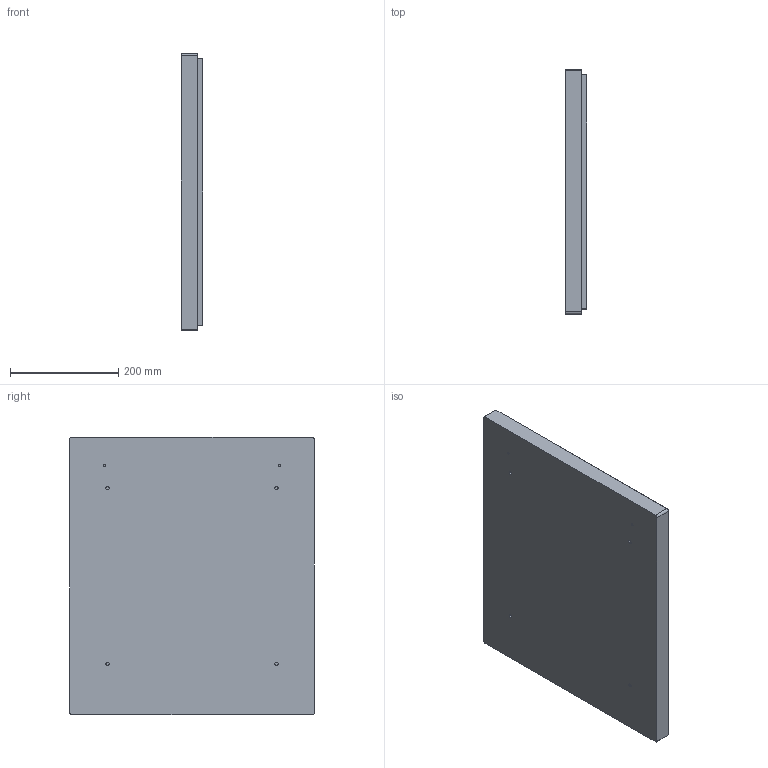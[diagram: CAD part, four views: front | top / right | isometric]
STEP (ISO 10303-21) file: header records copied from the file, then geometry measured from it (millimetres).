
FILE_DESCRIPTION(('CATIA V5 STEP Exchange'),'2;1');
FILE_NAME('KMD-P-1512-0440-SOCLE-INFERIEUR.stp','2023-09-20T08:25:08+00:00',('none'),('none'),'Version 5-6 Release 2013','CATIA V5 STEP AP203','none');
FILE_SCHEMA(('CONFIG_CONTROL_DESIGN'));
Length unit declared in the file: millimetre
Products named in the file (1): KMD-P-1512-0430-SOCLE-SUPERIEUR
Bounding box: 40 x 452 x 512 mm (x, y, z)
Volume: 9059703.6 mm3; surface area: 542574.1 mm2
Topology: 1 solids, 1 shells, 49 faces, 116 edges, 73 vertices
Faces by surface type: cylinder 22, plane 19, cone 8
Entity records: 1268 total; most frequent: CARTESIAN_POINT 215, ORIENTED_EDGE 208, DIRECTION 168, EDGE_CURVE 104, AXIS2_PLACEMENT_3D 75, VERTEX_POINT 68, VECTOR 64, LINE 64
